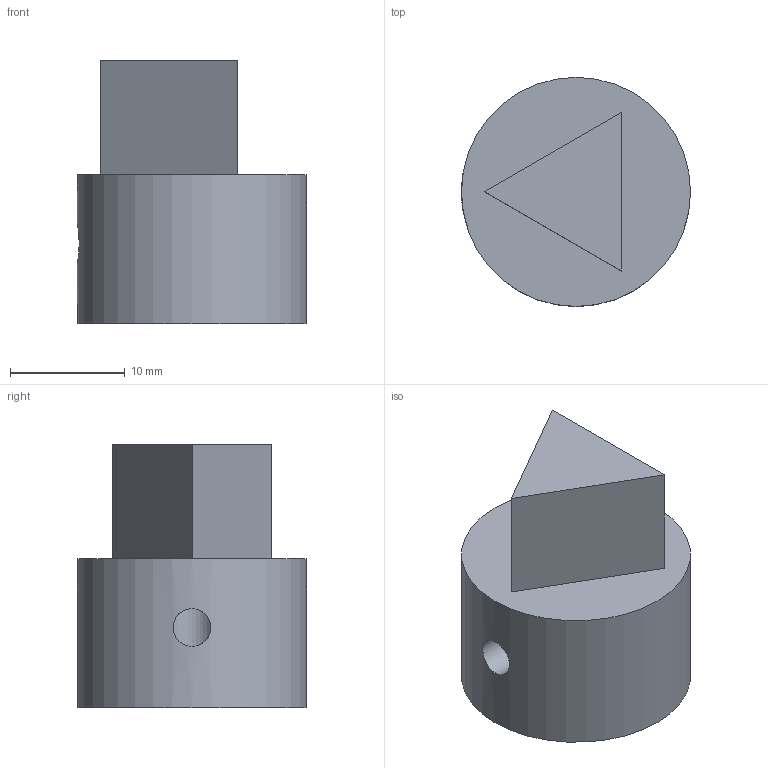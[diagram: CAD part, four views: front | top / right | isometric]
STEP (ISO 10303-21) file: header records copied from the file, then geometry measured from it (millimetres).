
FILE_DESCRIPTION(('FreeCAD Model'),'2;1');
FILE_NAME('art1-motor-coupler.step', '2015-04-27T12:22:16',('Author'),(''), 'Open CASCADE STEP processor 6.8','FreeCAD','Unknown');
FILE_SCHEMA(('AUTOMOTIVE_DESIGN_CC2 { 1 2 10303 214 -1 1 5 4 }'));
Length unit declared in the file: millimetre
Products named in the file (1): Articulation_1_Motor_Coupler-N
Bounding box: 20 x 20 x 23 mm (x, y, z)
Volume: 4475.2 mm3; surface area: 2275.6 mm2
Topology: 1 solids, 1 shells, 17 faces, 44 edges, 30 vertices
Faces by surface type: plane 13, cylinder 4
Full cylindrical faces by diameter (mm): 3.3 x2, 4 x1, 20 x1
Entity records: 1895 total; most frequent: CARTESIAN_POINT 1008, DIRECTION 148, LINE 96, VECTOR 96, ORIENTED_EDGE 88, PCURVE 88, DEFINITIONAL_REPRESENTATION 88, EDGE_CURVE 44
